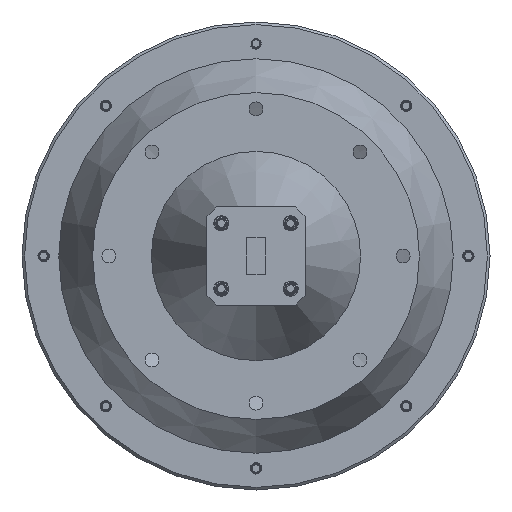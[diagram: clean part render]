
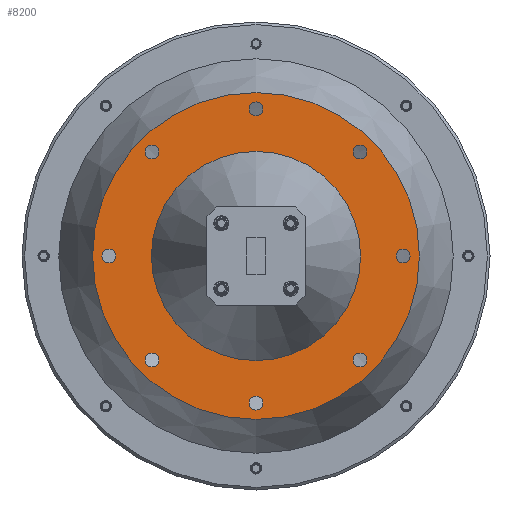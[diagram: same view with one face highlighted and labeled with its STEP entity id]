
A CAD part, left-side view. The second image highlights one B-rep face of the part: STEP entity #8200.
In plain terms, the highlighted planar face has unit normal (-1, 0, 0).
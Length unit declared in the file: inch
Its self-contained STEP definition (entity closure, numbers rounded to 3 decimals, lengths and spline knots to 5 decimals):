
#210 = ORIENTED_EDGE ( 'NONE', *, *, #3500, .F. ) ;
#251 = FACE_BOUND ( 'NONE', #5595, .T. ) ;
#429 = DIRECTION ( 'NONE',  ( 0., 0., -1. ) ) ;
#758 = VERTEX_POINT ( 'NONE', #12312 ) ;
#800 = CIRCLE ( 'NONE', #20594, 0.79999 ) ;
#807 = EDGE_CURVE ( 'NONE', #5872, #5872, #19378, .T. ) ;
#896 = DIRECTION ( 'NONE',  ( 0., 0., 1. ) ) ;
#1065 = CARTESIAN_POINT ( 'NONE',  ( 1.7, 0.7955, -0.74225 ) ) ;
#1311 = CARTESIAN_POINT ( 'NONE',  ( 1.7, 0.7955, 0.84875 ) ) ;
#1476 = EDGE_LOOP ( 'NONE', ( #2696 ) ) ;
#2404 = EDGE_LOOP ( 'NONE', ( #8337 ) ) ;
#2696 = ORIENTED_EDGE ( 'NONE', *, *, #8768, .F. ) ;
#2733 = CARTESIAN_POINT ( 'NONE',  ( 1.7, -1.125, 0.05325 ) ) ;
#2849 = EDGE_CURVE ( 'NONE', #17404, #17404, #23750, .T. ) ;
#3169 = EDGE_CURVE ( 'NONE', #16201, #16201, #4285, .T. ) ;
#3293 = CARTESIAN_POINT ( 'NONE',  ( 1.7, -0.7955, -0.74225 ) ) ;
#3500 = EDGE_CURVE ( 'NONE', #758, #758, #6549, .T. ) ;
#3702 = DIRECTION ( 'NONE',  ( 0., 0., 1. ) ) ;
#3708 = VERTEX_POINT ( 'NONE', #16716 ) ;
#3815 = FACE_BOUND ( 'NONE', #12809, .T. ) ;
#3850 = DIRECTION ( 'NONE',  ( -1., 0., 0. ) ) ;
#4140 = FACE_BOUND ( 'NONE', #7063, .T. ) ;
#4285 = CIRCLE ( 'NONE', #18653, 0.05325 ) ;
#4756 = DIRECTION ( 'NONE',  ( -1., 0., 0. ) ) ;
#4914 = VERTEX_POINT ( 'NONE', #11349 ) ;
#5051 = EDGE_LOOP ( 'NONE', ( #210 ) ) ;
#5169 = CARTESIAN_POINT ( 'NONE',  ( 1.7, 0.7955, 0.7955 ) ) ;
#5294 = DIRECTION ( 'NONE',  ( 0., 0., 1. ) ) ;
#5328 = DIRECTION ( 'NONE',  ( -1., 0., 0. ) ) ;
#5595 = EDGE_LOOP ( 'NONE', ( #18565 ) ) ;
#5819 = CARTESIAN_POINT ( 'NONE',  ( 1.7, -0.7955, 0.7955 ) ) ;
#5872 = VERTEX_POINT ( 'NONE', #2733 ) ;
#6259 = FACE_BOUND ( 'NONE', #5051, .T. ) ;
#6549 = CIRCLE ( 'NONE', #7260, 0.05325 ) ;
#6613 = DIRECTION ( 'NONE',  ( -1., 0., 0. ) ) ;
#7063 = EDGE_LOOP ( 'NONE', ( #7157 ) ) ;
#7154 = AXIS2_PLACEMENT_3D ( 'NONE', #16175, #12095, #21835 ) ;
#7157 = ORIENTED_EDGE ( 'NONE', *, *, #22591, .T. ) ;
#7260 = AXIS2_PLACEMENT_3D ( 'NONE', #11065, #24556, #10814 ) ;
#7313 = EDGE_LOOP ( 'NONE', ( #16498 ) ) ;
#8063 = FACE_BOUND ( 'NONE', #19818, .T. ) ;
#8200 = ADVANCED_FACE ( 'NONE', ( #9279, #6259, #23532, #8063, #14148, #9892, #251, #3815, #4140, #8954 ), #10512, .T. ) ;
#8337 = ORIENTED_EDGE ( 'NONE', *, *, #22436, .F. ) ;
#8723 = AXIS2_PLACEMENT_3D ( 'NONE', #5819, #3850, #9778 ) ;
#8768 = EDGE_CURVE ( 'NONE', #14048, #14048, #19005, .T. ) ;
#8954 = FACE_OUTER_BOUND ( 'NONE', #21050, .T. ) ;
#9045 = DIRECTION ( 'NONE',  ( 0., 0., 1. ) ) ;
#9165 = DIRECTION ( 'NONE',  ( -1., 0., 0. ) ) ;
#9279 = FACE_BOUND ( 'NONE', #18725, .T. ) ;
#9320 = EDGE_CURVE ( 'NONE', #3708, #3708, #13824, .T. ) ;
#9778 = DIRECTION ( 'NONE',  ( 0., 0., 1. ) ) ;
#9892 = FACE_BOUND ( 'NONE', #7313, .T. ) ;
#10150 = CIRCLE ( 'NONE', #8723, 0.05325 ) ;
#10512 = PLANE ( 'NONE',  #15936 ) ;
#10628 = AXIS2_PLACEMENT_3D ( 'NONE', #16940, #5328, #16780 ) ;
#10814 = DIRECTION ( 'NONE',  ( 0., 0., 1. ) ) ;
#11065 = CARTESIAN_POINT ( 'NONE',  ( 1.7, 0., -1.125 ) ) ;
#11349 = CARTESIAN_POINT ( 'NONE',  ( 1.7, -0.7955, 0.84875 ) ) ;
#12095 = DIRECTION ( 'NONE',  ( 1., 0., 0. ) ) ;
#12312 = CARTESIAN_POINT ( 'NONE',  ( 1.7, 0., -1.07175 ) ) ;
#12475 = CARTESIAN_POINT ( 'NONE',  ( 1.7, 1.25, 0. ) ) ;
#12809 = EDGE_LOOP ( 'NONE', ( #19486 ) ) ;
#13162 = CARTESIAN_POINT ( 'NONE',  ( 1.7, -0.7955, -0.7955 ) ) ;
#13824 = CIRCLE ( 'NONE', #7154, 1.25 ) ;
#13938 = DIRECTION ( 'NONE',  ( 1., 0., 0. ) ) ;
#14048 = VERTEX_POINT ( 'NONE', #3293 ) ;
#14148 = FACE_BOUND ( 'NONE', #2404, .T. ) ;
#14651 = DIRECTION ( 'NONE',  ( 0., 0., 1. ) ) ;
#14743 = AXIS2_PLACEMENT_3D ( 'NONE', #17279, #19482, #3702 ) ;
#14838 = CARTESIAN_POINT ( 'NONE',  ( 1.7, 0., 1.17825 ) ) ;
#15024 = EDGE_CURVE ( 'NONE', #21301, #21301, #19142, .T. ) ;
#15511 = ORIENTED_EDGE ( 'NONE', *, *, #3169, .F. ) ;
#15936 = AXIS2_PLACEMENT_3D ( 'NONE', #12475, #4756, #896 ) ;
#16175 = CARTESIAN_POINT ( 'NONE',  ( 1.7, 0., 0. ) ) ;
#16201 = VERTEX_POINT ( 'NONE', #1065 ) ;
#16436 = EDGE_CURVE ( 'NONE', #16777, #16777, #20969, .T. ) ;
#16498 = ORIENTED_EDGE ( 'NONE', *, *, #16436, .F. ) ;
#16716 = CARTESIAN_POINT ( 'NONE',  ( 1.7, 0., -1.25 ) ) ;
#16755 = VERTEX_POINT ( 'NONE', #18915 ) ;
#16777 = VERTEX_POINT ( 'NONE', #14838 ) ;
#16780 = DIRECTION ( 'NONE',  ( 0., 0., 1. ) ) ;
#16940 = CARTESIAN_POINT ( 'NONE',  ( 1.7, 0., 1.125 ) ) ;
#17279 = CARTESIAN_POINT ( 'NONE',  ( 1.7, 1.125, 0. ) ) ;
#17404 = VERTEX_POINT ( 'NONE', #18181 ) ;
#17877 = DIRECTION ( 'NONE',  ( 0., 0., 1. ) ) ;
#18181 = CARTESIAN_POINT ( 'NONE',  ( 1.7, 1.125, 0.05325 ) ) ;
#18565 = ORIENTED_EDGE ( 'NONE', *, *, #15024, .F. ) ;
#18653 = AXIS2_PLACEMENT_3D ( 'NONE', #21513, #19905, #17877 ) ;
#18725 = EDGE_LOOP ( 'NONE', ( #15511 ) ) ;
#18915 = CARTESIAN_POINT ( 'NONE',  ( 1.7, 0., -0.79999 ) ) ;
#19005 = CIRCLE ( 'NONE', #22086, 0.05325 ) ;
#19142 = CIRCLE ( 'NONE', #21171, 0.05325 ) ;
#19378 = CIRCLE ( 'NONE', #20889, 0.05325 ) ;
#19482 = DIRECTION ( 'NONE',  ( -1., 0., 0. ) ) ;
#19486 = ORIENTED_EDGE ( 'NONE', *, *, #2849, .F. ) ;
#19795 = CARTESIAN_POINT ( 'NONE',  ( 1.7, 0., 0. ) ) ;
#19818 = EDGE_LOOP ( 'NONE', ( #21087 ) ) ;
#19905 = DIRECTION ( 'NONE',  ( -1., 0., 0. ) ) ;
#20594 = AXIS2_PLACEMENT_3D ( 'NONE', #19795, #13938, #429 ) ;
#20771 = DIRECTION ( 'NONE',  ( -1., 0., 0. ) ) ;
#20889 = AXIS2_PLACEMENT_3D ( 'NONE', #23534, #6613, #14651 ) ;
#20969 = CIRCLE ( 'NONE', #10628, 0.05325 ) ;
#21050 = EDGE_LOOP ( 'NONE', ( #21590 ) ) ;
#21087 = ORIENTED_EDGE ( 'NONE', *, *, #807, .F. ) ;
#21171 = AXIS2_PLACEMENT_3D ( 'NONE', #5169, #20771, #9045 ) ;
#21301 = VERTEX_POINT ( 'NONE', #1311 ) ;
#21513 = CARTESIAN_POINT ( 'NONE',  ( 1.7, 0.7955, -0.7955 ) ) ;
#21590 = ORIENTED_EDGE ( 'NONE', *, *, #9320, .F. ) ;
#21835 = DIRECTION ( 'NONE',  ( 0., 0., -1. ) ) ;
#22086 = AXIS2_PLACEMENT_3D ( 'NONE', #13162, #9165, #5294 ) ;
#22436 = EDGE_CURVE ( 'NONE', #4914, #4914, #10150, .T. ) ;
#22591 = EDGE_CURVE ( 'NONE', #16755, #16755, #800, .T. ) ;
#23532 = FACE_BOUND ( 'NONE', #1476, .T. ) ;
#23534 = CARTESIAN_POINT ( 'NONE',  ( 1.7, -1.125, 0. ) ) ;
#23750 = CIRCLE ( 'NONE', #14743, 0.05325 ) ;
#24556 = DIRECTION ( 'NONE',  ( -1., 0., 0. ) ) ;
